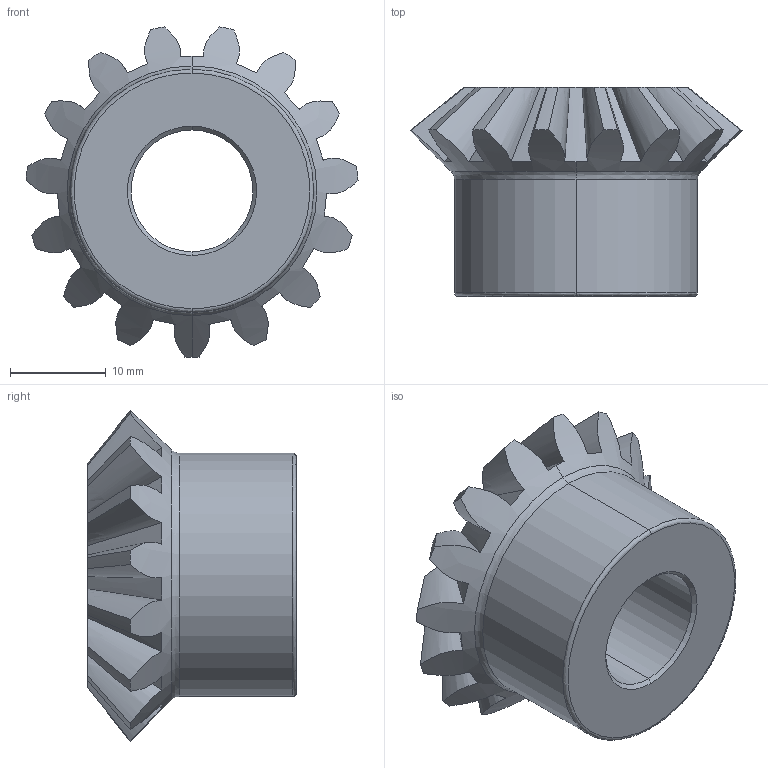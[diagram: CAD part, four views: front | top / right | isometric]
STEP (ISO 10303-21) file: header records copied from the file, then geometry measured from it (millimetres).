
FILE_DESCRIPTION (( 'STEP AP203' ), '1' );
FILE_NAME ('6529K15_Metal Miter Gear.STEP', '2021-07-11T05:54:49', ( 'Administrator' ), ( 'Managed by Terraform' ), 'SwSTEP 2.0', 'SolidWorks 2017', '' );
FILE_SCHEMA (( 'CONFIG_CONTROL_DESIGN' ));
Length unit declared in the file: inch
Products named in the file (1): 6529K15_Metal Miter Gear
Bounding box: 34.68 x 21.82 x 34.5 mm (x, y, z)
Volume: 8688.8 mm3; surface area: 4216.9 mm2
Topology: 1 solids, 1 shells, 77 faces, 214 edges, 139 vertices
Faces by surface type: bspline 49, cone 22, cylinder 4, plane 2
Entity records: 9808 total; most frequent: CARTESIAN_POINT 8105, ORIENTED_EDGE 428, EDGE_CURVE 214, DIRECTION 199, VERTEX_POINT 139, B_SPLINE_CURVE_WITH_KNOTS 121, EDGE_LOOP 79, AXIS2_PLACEMENT_3D 79
